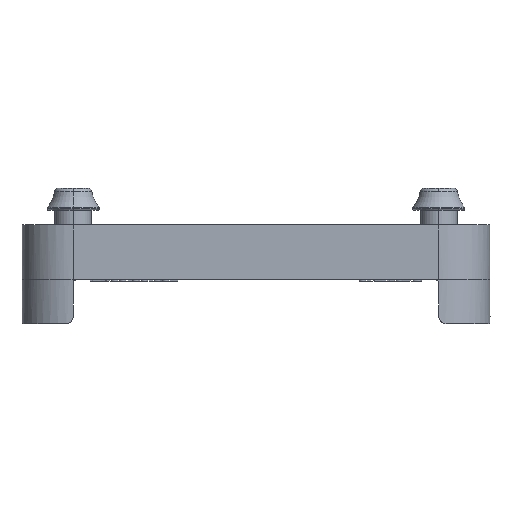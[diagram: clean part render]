
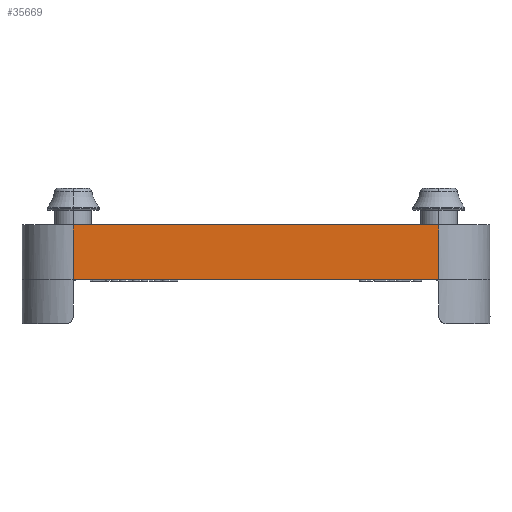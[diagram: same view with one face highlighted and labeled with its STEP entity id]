
A CAD part, left-side view. The second image highlights one B-rep face of the part: STEP entity #35669.
In plain terms, the highlighted planar face has unit normal (-1, 0, 0).
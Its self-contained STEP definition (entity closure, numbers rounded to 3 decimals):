
#1200=CARTESIAN_POINT('',(-32.0,24.963,-2.0));
#1201=VERTEX_POINT('',#1200);
#5073=CARTESIAN_POINT('',(-32.,-24.963,-2.0));
#5074=VERTEX_POINT('',#5073);
#5082=CARTESIAN_POINT('',(-32.0,24.963,-2.0));
#5083=DIRECTION('',(0.0,-1.0,0.0));
#5084=VECTOR('',#5083,49.925);
#5085=LINE('',#5082,#5084);
#5086=EDGE_CURVE('',#1201,#5074,#5085,.T.);
#34707=CARTESIAN_POINT('',(-32.,-25.0,-2.0));
#34708=VERTEX_POINT('',#34707);
#34718=CARTESIAN_POINT('',(-32.,-24.963,-2.0));
#34719=DIRECTION('',(0.0,-1.0,0.0));
#34720=VECTOR('',#34719,0.037);
#34721=LINE('',#34718,#34720);
#34722=EDGE_CURVE('',#5074,#34708,#34721,.T.);
#34985=CARTESIAN_POINT('',(-32.0,25.0,-2.0));
#34986=VERTEX_POINT('',#34985);
#35002=CARTESIAN_POINT('',(-32.0,25.0,-2.0));
#35003=DIRECTION('',(0.0,-1.0,0.0));
#35004=VECTOR('',#35003,0.037);
#35005=LINE('',#35002,#35004);
#35006=EDGE_CURVE('',#34986,#1201,#35005,.T.);
#35637=CARTESIAN_POINT('',(-32.,-25.0,-2.0));
#35638=DIRECTION('',(-1.0,0.0,0.0));
#35639=DIRECTION('',(0.0,0.0,1.0));
#35640=AXIS2_PLACEMENT_3D('',#35637,#35638,#35639);
#35641=PLANE('',#35640);
#35642=CARTESIAN_POINT('',(-32.,-25.0,5.5));
#35643=VERTEX_POINT('',#35642);
#35644=CARTESIAN_POINT('',(-32.,-25.0,-2.0));
#35645=DIRECTION('',(0.0,0.0,1.0));
#35646=VECTOR('',#35645,7.5);
#35647=LINE('',#35644,#35646);
#35648=EDGE_CURVE('',#34708,#35643,#35647,.T.);
#35649=ORIENTED_EDGE('',*,*,#35648,.T.);
#35650=CARTESIAN_POINT('',(-32.0,25.0,5.5));
#35651=VERTEX_POINT('',#35650);
#35652=CARTESIAN_POINT('',(-32.,-25.0,5.5));
#35653=DIRECTION('',(0.0,1.0,0.0));
#35654=VECTOR('',#35653,50.0);
#35655=LINE('',#35652,#35654);
#35656=EDGE_CURVE('',#35643,#35651,#35655,.T.);
#35657=ORIENTED_EDGE('',*,*,#35656,.T.);
#35658=CARTESIAN_POINT('',(-32.0,25.0,-2.0));
#35659=DIRECTION('',(0.0,0.0,1.0));
#35660=VECTOR('',#35659,7.5);
#35661=LINE('',#35658,#35660);
#35662=EDGE_CURVE('',#34986,#35651,#35661,.T.);
#35663=ORIENTED_EDGE('',*,*,#35662,.F.);
#35664=ORIENTED_EDGE('',*,*,#35006,.T.);
#35665=ORIENTED_EDGE('',*,*,#5086,.T.);
#35666=ORIENTED_EDGE('',*,*,#34722,.T.);
#35667=EDGE_LOOP('',(#35649,#35657,#35663,#35664,#35665,#35666));
#35668=FACE_OUTER_BOUND('',#35667,.T.);
#35669=ADVANCED_FACE('',(#35668),#35641,.T.);
